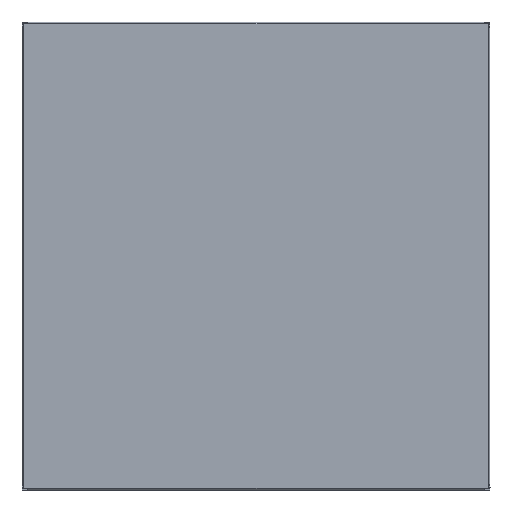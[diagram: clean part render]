
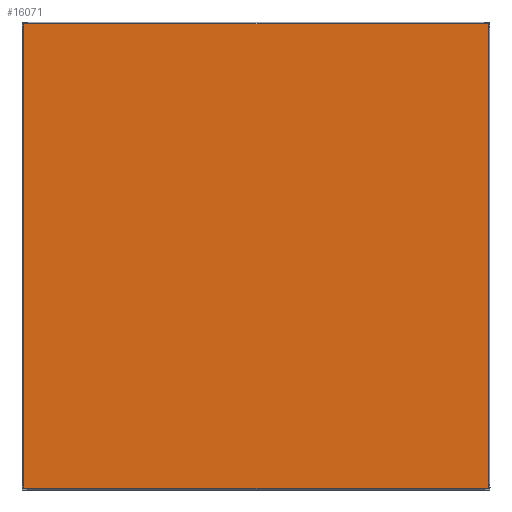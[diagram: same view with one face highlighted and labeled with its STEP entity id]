
A CAD part, front view. The second image highlights one B-rep face of the part: STEP entity #16071.
In plain terms, the highlighted face is planar.
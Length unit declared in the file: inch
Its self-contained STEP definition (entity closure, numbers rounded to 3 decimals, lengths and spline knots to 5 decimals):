
#511 = DIRECTION ( 'NONE',  ( 0., -1., 0. ) ) ;
#863 = DIRECTION ( 'NONE',  ( 0., 0., -1. ) ) ;
#2359 = CARTESIAN_POINT ( 'NONE',  ( -4.72441, 4.72441, 0.03937 ) ) ;
#2519 = PLANE ( 'NONE',  #12540 ) ;
#2545 = CARTESIAN_POINT ( 'NONE',  ( 0., 4.72441, 0.03937 ) ) ;
#3164 = VERTEX_POINT ( 'NONE', #19151 ) ;
#4271 = DIRECTION ( 'NONE',  ( 1., 0., 0. ) ) ;
#4377 = ORIENTED_EDGE ( 'NONE', *, *, #15919, .F. ) ;
#4591 = ORIENTED_EDGE ( 'NONE', *, *, #15397, .F. ) ;
#4685 = EDGE_LOOP ( 'NONE', ( #19373, #4377, #4591, #4812 ) ) ;
#4812 = ORIENTED_EDGE ( 'NONE', *, *, #16631, .F. ) ;
#5315 = CARTESIAN_POINT ( 'NONE',  ( -4.72441, 4.72441, 0.03937 ) ) ;
#6752 = CARTESIAN_POINT ( 'NONE',  ( 4.72441, 4.72441, 0.03937 ) ) ;
#7189 = LINE ( 'NONE', #2545, #11700 ) ;
#8410 = CARTESIAN_POINT ( 'NONE',  ( -4.72441, -4.72441, 0.03937 ) ) ;
#8508 = VERTEX_POINT ( 'NONE', #6752 ) ;
#8793 = DIRECTION ( 'NONE',  ( -1., 0., 0. ) ) ;
#10687 = DIRECTION ( 'NONE',  ( 0., 1., 0. ) ) ;
#10817 = VECTOR ( 'NONE', #8793, 39.37008 ) ;
#11068 = CARTESIAN_POINT ( 'NONE',  ( 0., 4.72441, 0.03937 ) ) ;
#11700 = VECTOR ( 'NONE', #4271, 39.37008 ) ;
#12540 = AXIS2_PLACEMENT_3D ( 'NONE', #11068, #863, #12785 ) ;
#12690 = VECTOR ( 'NONE', #511, 39.37008 ) ;
#12700 = VERTEX_POINT ( 'NONE', #5315 ) ;
#12785 = DIRECTION ( 'NONE',  ( -1., 0., 0. ) ) ;
#14862 = FACE_OUTER_BOUND ( 'NONE', #4685, .T. ) ;
#15397 = EDGE_CURVE ( 'NONE', #12700, #8508, #7189, .T. ) ;
#15919 = EDGE_CURVE ( 'NONE', #8508, #3164, #21640, .T. ) ;
#16071 = ADVANCED_FACE ( 'NONE', ( #14862 ), #2519, .F. ) ;
#16243 = VERTEX_POINT ( 'NONE', #8410 ) ;
#16368 = EDGE_CURVE ( 'NONE', #3164, #16243, #19775, .T. ) ;
#16631 = EDGE_CURVE ( 'NONE', #16243, #12700, #21879, .T. ) ;
#16871 = VECTOR ( 'NONE', #10687, 39.37008 ) ;
#18869 = CARTESIAN_POINT ( 'NONE',  ( 0., -4.72441, 0.03937 ) ) ;
#19151 = CARTESIAN_POINT ( 'NONE',  ( 4.72441, -4.72441, 0.03937 ) ) ;
#19373 = ORIENTED_EDGE ( 'NONE', *, *, #16368, .F. ) ;
#19775 = LINE ( 'NONE', #18869, #10817 ) ;
#20759 = CARTESIAN_POINT ( 'NONE',  ( 4.72441, 4.72441, 0.03937 ) ) ;
#21640 = LINE ( 'NONE', #20759, #12690 ) ;
#21879 = LINE ( 'NONE', #2359, #16871 ) ;
